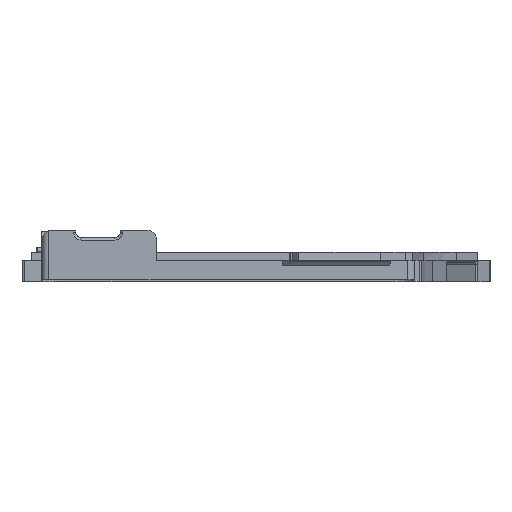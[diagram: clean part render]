
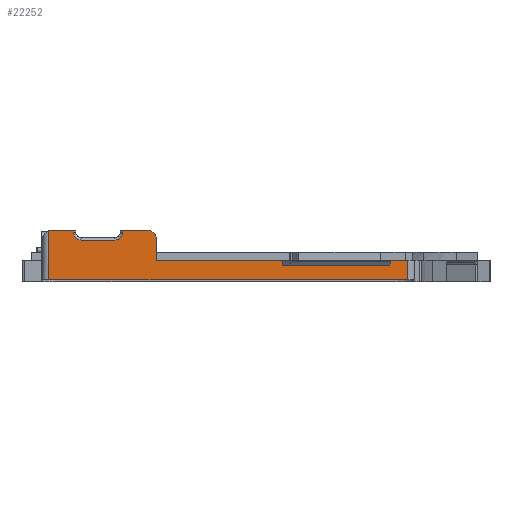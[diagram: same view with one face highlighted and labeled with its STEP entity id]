
A CAD part, left-side view. The second image highlights one B-rep face of the part: STEP entity #22252.
In plain terms, the highlighted planar face has unit normal (-1, 0, 0).
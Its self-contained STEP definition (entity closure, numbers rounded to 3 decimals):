
#707=B_SPLINE_CURVE_WITH_KNOTS('',3,(#29713,#29714,#29715,#29716),
 .UNSPECIFIED.,.F.,.F.,(4,4),(-0.051,-0.05),.UNSPECIFIED.);
#1596=PLANE('',#23560);
#2212=LINE('',#29251,#4421);
#2272=LINE('',#29705,#4481);
#2273=LINE('',#29707,#4482);
#2274=LINE('',#29709,#4483);
#2275=LINE('',#29711,#4484);
#2276=LINE('',#29718,#4485);
#2277=LINE('',#29720,#4486);
#2278=LINE('',#29722,#4487);
#2279=LINE('',#29724,#4488);
#2280=LINE('',#29726,#4489);
#2281=LINE('',#29728,#4490);
#2282=LINE('',#29732,#4491);
#2283=LINE('',#29734,#4492);
#2284=LINE('',#29738,#4493);
#2285=LINE('',#29742,#4494);
#2286=LINE('',#29744,#4495);
#2287=LINE('',#29746,#4496);
#2288=LINE('',#29747,#4497);
#4421=VECTOR('',#24732,10.);
#4481=VECTOR('',#24844,10.);
#4482=VECTOR('',#24845,10.);
#4483=VECTOR('',#24846,10.);
#4484=VECTOR('',#24847,10.);
#4485=VECTOR('',#24848,10.);
#4486=VECTOR('',#24849,10.);
#4487=VECTOR('',#24850,10.);
#4488=VECTOR('',#24851,10.);
#4489=VECTOR('',#24852,10.);
#4490=VECTOR('',#24853,10.);
#4491=VECTOR('',#24856,10.);
#4492=VECTOR('',#24857,10.);
#4493=VECTOR('',#24860,10.);
#4494=VECTOR('',#24863,10.);
#4495=VECTOR('',#24864,10.);
#4496=VECTOR('',#24865,10.);
#4497=VECTOR('',#24866,10.);
#6760=FACE_OUTER_BOUND('',#8029,.T.);
#8029=EDGE_LOOP('',(#15531,#15532,#15533,#15534,#15535,#15536,#15537,#15538,
#15539,#15540,#15541,#15542,#15543,#15544,#15545,#15546,#15547,#15548,#15549,
#15550,#15551,#15552));
#9384=CIRCLE('',#23561,1.8);
#9385=CIRCLE('',#23562,1.7);
#9386=CIRCLE('',#23563,1.7);
#9634=VERTEX_POINT('',#29248);
#9635=VERTEX_POINT('',#29250);
#9770=VERTEX_POINT('',#29704);
#9771=VERTEX_POINT('',#29706);
#9772=VERTEX_POINT('',#29708);
#9773=VERTEX_POINT('',#29710);
#9774=VERTEX_POINT('',#29712);
#9775=VERTEX_POINT('',#29717);
#9776=VERTEX_POINT('',#29719);
#9777=VERTEX_POINT('',#29721);
#9778=VERTEX_POINT('',#29723);
#9779=VERTEX_POINT('',#29725);
#9780=VERTEX_POINT('',#29727);
#9781=VERTEX_POINT('',#29729);
#9782=VERTEX_POINT('',#29731);
#9783=VERTEX_POINT('',#29733);
#9784=VERTEX_POINT('',#29735);
#9785=VERTEX_POINT('',#29737);
#9786=VERTEX_POINT('',#29739);
#9787=VERTEX_POINT('',#29741);
#9788=VERTEX_POINT('',#29743);
#9789=VERTEX_POINT('',#29745);
#11924=EDGE_CURVE('',#9635,#9634,#2212,.T.);
#12062=EDGE_CURVE('',#9770,#9634,#2272,.T.);
#12063=EDGE_CURVE('',#9770,#9771,#2273,.T.);
#12064=EDGE_CURVE('',#9771,#9772,#2274,.T.);
#12065=EDGE_CURVE('',#9773,#9772,#2275,.T.);
#12066=EDGE_CURVE('',#9774,#9773,#707,.T.);
#12067=EDGE_CURVE('',#9775,#9774,#2276,.T.);
#12068=EDGE_CURVE('',#9776,#9775,#2277,.T.);
#12069=EDGE_CURVE('',#9777,#9776,#2278,.T.);
#12070=EDGE_CURVE('',#9778,#9777,#2279,.T.);
#12071=EDGE_CURVE('',#9779,#9778,#2280,.T.);
#12072=EDGE_CURVE('',#9780,#9779,#2281,.T.);
#12073=EDGE_CURVE('',#9780,#9781,#9384,.T.);
#12074=EDGE_CURVE('',#9782,#9781,#2282,.T.);
#12075=EDGE_CURVE('',#9783,#9782,#2283,.T.);
#12076=EDGE_CURVE('',#9784,#9783,#9385,.T.);
#12077=EDGE_CURVE('',#9785,#9784,#2284,.T.);
#12078=EDGE_CURVE('',#9786,#9785,#9386,.T.);
#12079=EDGE_CURVE('',#9787,#9786,#2285,.T.);
#12080=EDGE_CURVE('',#9788,#9787,#2286,.T.);
#12081=EDGE_CURVE('',#9788,#9789,#2287,.T.);
#12082=EDGE_CURVE('',#9789,#9635,#2288,.T.);
#15531=ORIENTED_EDGE('',*,*,#11924,.T.);
#15532=ORIENTED_EDGE('',*,*,#12062,.F.);
#15533=ORIENTED_EDGE('',*,*,#12063,.T.);
#15534=ORIENTED_EDGE('',*,*,#12064,.T.);
#15535=ORIENTED_EDGE('',*,*,#12065,.F.);
#15536=ORIENTED_EDGE('',*,*,#12066,.F.);
#15537=ORIENTED_EDGE('',*,*,#12067,.F.);
#15538=ORIENTED_EDGE('',*,*,#12068,.F.);
#15539=ORIENTED_EDGE('',*,*,#12069,.F.);
#15540=ORIENTED_EDGE('',*,*,#12070,.F.);
#15541=ORIENTED_EDGE('',*,*,#12071,.F.);
#15542=ORIENTED_EDGE('',*,*,#12072,.F.);
#15543=ORIENTED_EDGE('',*,*,#12073,.T.);
#15544=ORIENTED_EDGE('',*,*,#12074,.F.);
#15545=ORIENTED_EDGE('',*,*,#12075,.F.);
#15546=ORIENTED_EDGE('',*,*,#12076,.F.);
#15547=ORIENTED_EDGE('',*,*,#12077,.F.);
#15548=ORIENTED_EDGE('',*,*,#12078,.F.);
#15549=ORIENTED_EDGE('',*,*,#12079,.F.);
#15550=ORIENTED_EDGE('',*,*,#12080,.F.);
#15551=ORIENTED_EDGE('',*,*,#12081,.T.);
#15552=ORIENTED_EDGE('',*,*,#12082,.T.);
#22252=ADVANCED_FACE('',(#6760),#1596,.T.);
#23560=AXIS2_PLACEMENT_3D('',#29703,#24842,#24843);
#23561=AXIS2_PLACEMENT_3D('',#29730,#24854,#24855);
#23562=AXIS2_PLACEMENT_3D('',#29736,#24858,#24859);
#23563=AXIS2_PLACEMENT_3D('',#29740,#24861,#24862);
#24732=DIRECTION('',(0.,-1.,0.));
#24842=DIRECTION('center_axis',(-1.,0.,0.));
#24843=DIRECTION('ref_axis',(0.,1.,0.));
#24844=DIRECTION('',(0.,0.,-1.));
#24845=DIRECTION('',(0.,1.,0.));
#24846=DIRECTION('',(0.,0.,-1.));
#24847=DIRECTION('',(0.,-1.,0.));
#24848=DIRECTION('',(0.,-1.,0.));
#24849=DIRECTION('',(0.,0.,-1.));
#24850=DIRECTION('',(0.,-1.,0.));
#24851=DIRECTION('',(0.,0.,-1.));
#24852=DIRECTION('',(0.,-1.,0.));
#24853=DIRECTION('',(0.,0.,-1.));
#24854=DIRECTION('center_axis',(-1.,0.,0.));
#24855=DIRECTION('ref_axis',(0.,-1.,0.));
#24856=DIRECTION('',(0.,-1.,0.));
#24857=DIRECTION('',(0.,0.,1.));
#24858=DIRECTION('center_axis',(-1.,0.,0.));
#24859=DIRECTION('ref_axis',(0.,0.,-1.));
#24860=DIRECTION('',(0.,-1.,0.));
#24861=DIRECTION('center_axis',(-1.,0.,0.));
#24862=DIRECTION('ref_axis',(0.,1.,0.));
#24863=DIRECTION('',(0.,0.,-1.));
#24864=DIRECTION('',(0.,-1.,0.));
#24865=DIRECTION('',(0.,0.826,-0.563));
#24866=DIRECTION('',(0.,0.,-1.));
#29248=CARTESIAN_POINT('',(28.638,-125.096,-6.3));
#29250=CARTESIAN_POINT('',(28.638,-49.155,-6.3));
#29251=CARTESIAN_POINT('',(28.638,-82.453,-6.3));
#29703=CARTESIAN_POINT('Origin',(28.638,-71.9,-2.));
#29704=CARTESIAN_POINT('',(28.638,-125.096,-2.2));
#29705=CARTESIAN_POINT('',(28.638,-125.096,-2.2));
#29706=CARTESIAN_POINT('',(28.638,-120.435,-2.2));
#29707=CARTESIAN_POINT('',(28.638,-125.096,-2.2));
#29708=CARTESIAN_POINT('',(28.638,-120.435,-3.19));
#29709=CARTESIAN_POINT('',(28.638,-120.435,-2.2));
#29710=CARTESIAN_POINT('',(28.638,-106.144,-3.19));
#29711=CARTESIAN_POINT('',(28.638,-98.604,-3.19));
#29712=CARTESIAN_POINT('',(28.638,-106.144,-3.2));
#29713=CARTESIAN_POINT('Ctrl Pts',(28.638,-106.144,-3.2));
#29714=CARTESIAN_POINT('Ctrl Pts',(28.638,-106.144,-3.197));
#29715=CARTESIAN_POINT('Ctrl Pts',(28.638,-106.144,-3.193));
#29716=CARTESIAN_POINT('Ctrl Pts',(28.638,-106.144,-3.19));
#29717=CARTESIAN_POINT('',(28.638,-100.61,-3.2));
#29718=CARTESIAN_POINT('',(28.638,-87.104,-3.2));
#29719=CARTESIAN_POINT('',(28.638,-100.61,-3.19));
#29720=CARTESIAN_POINT('',(28.638,-100.61,-1.726));
#29721=CARTESIAN_POINT('',(28.638,-98.604,-3.19));
#29722=CARTESIAN_POINT('',(28.638,-98.604,-3.19));
#29723=CARTESIAN_POINT('',(28.638,-98.604,-2.2));
#29724=CARTESIAN_POINT('',(28.638,-98.604,-2.2));
#29725=CARTESIAN_POINT('',(28.638,-71.9,-2.2));
#29726=CARTESIAN_POINT('',(28.638,-49.155,-2.2));
#29727=CARTESIAN_POINT('',(28.638,-71.9,2.395));
#29728=CARTESIAN_POINT('',(28.638,-71.9,-2.));
#29729=CARTESIAN_POINT('',(28.638,-70.1,4.195));
#29730=CARTESIAN_POINT('Origin',(28.638,-70.1,2.395));
#29731=CARTESIAN_POINT('',(28.638,-64.8,4.195));
#29732=CARTESIAN_POINT('',(28.638,-49.155,4.195));
#29733=CARTESIAN_POINT('',(28.638,-64.8,3.81));
#29734=CARTESIAN_POINT('',(28.638,-64.8,2.24));
#29735=CARTESIAN_POINT('',(28.638,-63.1,2.11));
#29736=CARTESIAN_POINT('Origin',(28.638,-63.1,3.81));
#29737=CARTESIAN_POINT('',(28.638,-56.1,2.11));
#29738=CARTESIAN_POINT('',(28.638,-55.378,2.11));
#29739=CARTESIAN_POINT('',(28.638,-54.4,3.81));
#29740=CARTESIAN_POINT('Origin',(28.638,-56.1,3.81));
#29741=CARTESIAN_POINT('',(28.638,-54.4,4.195));
#29742=CARTESIAN_POINT('',(28.638,-54.4,1.655));
#29743=CARTESIAN_POINT('',(28.638,-49.269,4.195));
#29744=CARTESIAN_POINT('',(28.638,-49.155,4.195));
#29745=CARTESIAN_POINT('',(28.638,-49.155,4.117));
#29746=CARTESIAN_POINT('',(28.638,-47.969,3.309));
#29747=CARTESIAN_POINT('',(28.638,-49.155,-2.2));
